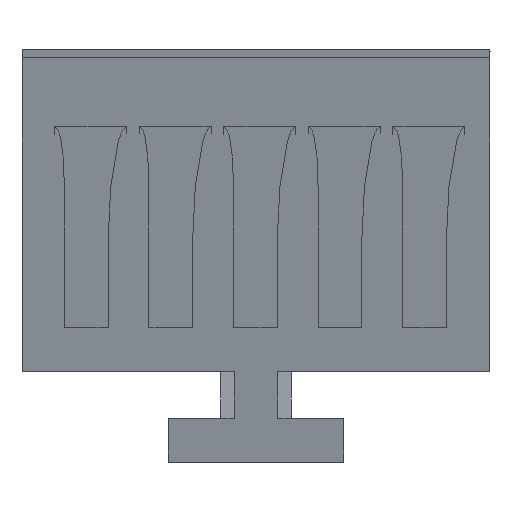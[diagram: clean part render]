
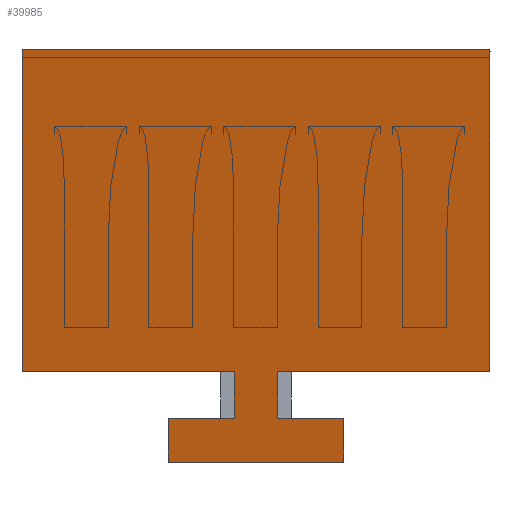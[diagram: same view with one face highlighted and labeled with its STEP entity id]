
A CAD part, front view. The second image highlights one B-rep face of the part: STEP entity #39985.
In plain terms, the highlighted planar face has unit normal (-0.309, -0.951, 0).
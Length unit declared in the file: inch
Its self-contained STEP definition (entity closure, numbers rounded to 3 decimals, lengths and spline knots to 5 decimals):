
#39969=AXIS2_PLACEMENT_3D('Plane Axis2P3D',#39966,#39967,#39968) ;
#125=CARTESIAN_POINT('Vertex',(0.09375,0.29446,-0.2)) ;
#128=CARTESIAN_POINT('Line Origine',(0.23438,0.24877,-0.2)) ;
#132=CARTESIAN_POINT('Vertex',(0.375,0.20307,-0.2)) ;
#311=CARTESIAN_POINT('Vertex',(1.,0.,0.)) ;
#314=CARTESIAN_POINT('Line Origine',(0.54688,0.14723,0.)) ;
#318=CARTESIAN_POINT('Vertex',(0.09375,0.29446,0.)) ;
#631=CARTESIAN_POINT('Vertex',(0.375,0.20307,-0.3875)) ;
#634=CARTESIAN_POINT('Line Origine',(0.375,0.20307,-0.29375)) ;
#664=CARTESIAN_POINT('Vertex',(-1.,0.64984,1.375)) ;
#667=CARTESIAN_POINT('Line Origine',(0.,0.32492,1.375)) ;
#671=CARTESIAN_POINT('Vertex',(1.,0.,1.375)) ;
#704=CARTESIAN_POINT('Vertex',(-0.09375,0.35538,-0.2)) ;
#707=CARTESIAN_POINT('Line Origine',(-0.09375,0.35538,-0.1)) ;
#711=CARTESIAN_POINT('Vertex',(-0.09375,0.35538,0.)) ;
#39327=CARTESIAN_POINT('Vertex',(-1.,0.64984,0.)) ;
#39330=CARTESIAN_POINT('Line Origine',(-1.,0.64984,0.6875)) ;
#39440=CARTESIAN_POINT('Line Origine',(-0.54688,0.50261,0.)) ;
#39700=CARTESIAN_POINT('Vertex',(-0.375,0.44676,-0.2)) ;
#39703=CARTESIAN_POINT('Line Origine',(-0.23438,0.40107,-0.2)) ;
#39801=CARTESIAN_POINT('Vertex',(-0.375,0.44676,-0.3875)) ;
#39804=CARTESIAN_POINT('Line Origine',(-0.375,0.44676,-0.29375)) ;
#39821=CARTESIAN_POINT('Line Origine',(0.,0.32492,-0.3875)) ;
#39850=CARTESIAN_POINT('Line Origine',(1.,0.,0.6875)) ;
#39954=CARTESIAN_POINT('Line Origine',(0.09375,0.29446,-0.1)) ;
#39966=CARTESIAN_POINT('Axis2P3D Location',(1.,0.,0.)) ;
#129=DIRECTION('Vector Direction',(-0.951,0.309,0.)) ;
#315=DIRECTION('Vector Direction',(-0.951,0.309,0.)) ;
#635=DIRECTION('Vector Direction',(0.,0.,1.)) ;
#668=DIRECTION('Vector Direction',(-0.951,0.309,0.)) ;
#708=DIRECTION('Vector Direction',(0.,0.,-1.)) ;
#39331=DIRECTION('Vector Direction',(0.,0.,-1.)) ;
#39441=DIRECTION('Vector Direction',(-0.951,0.309,0.)) ;
#39704=DIRECTION('Vector Direction',(-0.951,0.309,0.)) ;
#39805=DIRECTION('Vector Direction',(0.,0.,-1.)) ;
#39822=DIRECTION('Vector Direction',(0.951,-0.309,0.)) ;
#39851=DIRECTION('Vector Direction',(0.,0.,1.)) ;
#39955=DIRECTION('Vector Direction',(0.,0.,1.)) ;
#39967=DIRECTION('Axis2P3D Direction',(-0.309,-0.951,-0.)) ;
#39968=DIRECTION('Axis2P3D XDirection',(-0.951,0.309,0.)) ;
#130=VECTOR('Line Direction',#129,0.03937) ;
#316=VECTOR('Line Direction',#315,0.03937) ;
#636=VECTOR('Line Direction',#635,0.03937) ;
#669=VECTOR('Line Direction',#668,0.03937) ;
#709=VECTOR('Line Direction',#708,0.03937) ;
#39332=VECTOR('Line Direction',#39331,0.03937) ;
#39442=VECTOR('Line Direction',#39441,0.03937) ;
#39705=VECTOR('Line Direction',#39704,0.03937) ;
#39806=VECTOR('Line Direction',#39805,0.03937) ;
#39823=VECTOR('Line Direction',#39822,0.03937) ;
#39852=VECTOR('Line Direction',#39851,0.03937) ;
#39956=VECTOR('Line Direction',#39955,0.03937) ;
#39972=ORIENTED_EDGE('',*,*,#673,.T.) ;
#39973=ORIENTED_EDGE('',*,*,#39334,.T.) ;
#39974=ORIENTED_EDGE('',*,*,#39444,.F.) ;
#39975=ORIENTED_EDGE('',*,*,#713,.T.) ;
#39976=ORIENTED_EDGE('',*,*,#39707,.T.) ;
#39977=ORIENTED_EDGE('',*,*,#39808,.T.) ;
#39978=ORIENTED_EDGE('',*,*,#39825,.T.) ;
#39979=ORIENTED_EDGE('',*,*,#638,.T.) ;
#39980=ORIENTED_EDGE('',*,*,#134,.T.) ;
#39981=ORIENTED_EDGE('',*,*,#39958,.T.) ;
#39982=ORIENTED_EDGE('',*,*,#320,.F.) ;
#39983=ORIENTED_EDGE('',*,*,#39854,.F.) ;
#39985=ADVANCED_FACE('MASTER MODEL',(#39984),#39970,.T.) ;
#134=EDGE_CURVE('',#133,#126,#131,.T.) ;
#320=EDGE_CURVE('',#312,#319,#317,.T.) ;
#638=EDGE_CURVE('',#632,#133,#637,.T.) ;
#673=EDGE_CURVE('',#672,#665,#670,.T.) ;
#713=EDGE_CURVE('',#712,#705,#710,.T.) ;
#39334=EDGE_CURVE('',#665,#39328,#39333,.T.) ;
#39444=EDGE_CURVE('',#712,#39328,#39443,.T.) ;
#39707=EDGE_CURVE('',#705,#39701,#39706,.T.) ;
#39808=EDGE_CURVE('',#39701,#39802,#39807,.T.) ;
#39825=EDGE_CURVE('',#39802,#632,#39824,.T.) ;
#39854=EDGE_CURVE('',#672,#312,#39853,.F.) ;
#39958=EDGE_CURVE('',#126,#319,#39957,.T.) ;
#39971=EDGE_LOOP('',(#39972,#39973,#39974,#39975,#39976,#39977,#39978,#39979,#39980,#39981,#39982,#39983)) ;
#39984=FACE_OUTER_BOUND('',#39971,.T.) ;
#131=LINE('Line',#128,#130) ;
#317=LINE('Line',#314,#316) ;
#637=LINE('Line',#634,#636) ;
#670=LINE('Line',#667,#669) ;
#710=LINE('Line',#707,#709) ;
#39333=LINE('Line',#39330,#39332) ;
#39443=LINE('Line',#39440,#39442) ;
#39706=LINE('Line',#39703,#39705) ;
#39807=LINE('Line',#39804,#39806) ;
#39824=LINE('Line',#39821,#39823) ;
#39853=LINE('Line',#39850,#39852) ;
#39957=LINE('Line',#39954,#39956) ;
#39970=PLANE('',#39969) ;
#126=VERTEX_POINT('',#125) ;
#133=VERTEX_POINT('',#132) ;
#312=VERTEX_POINT('',#311) ;
#319=VERTEX_POINT('',#318) ;
#632=VERTEX_POINT('',#631) ;
#665=VERTEX_POINT('',#664) ;
#672=VERTEX_POINT('',#671) ;
#705=VERTEX_POINT('',#704) ;
#712=VERTEX_POINT('',#711) ;
#39328=VERTEX_POINT('',#39327) ;
#39701=VERTEX_POINT('',#39700) ;
#39802=VERTEX_POINT('',#39801) ;
